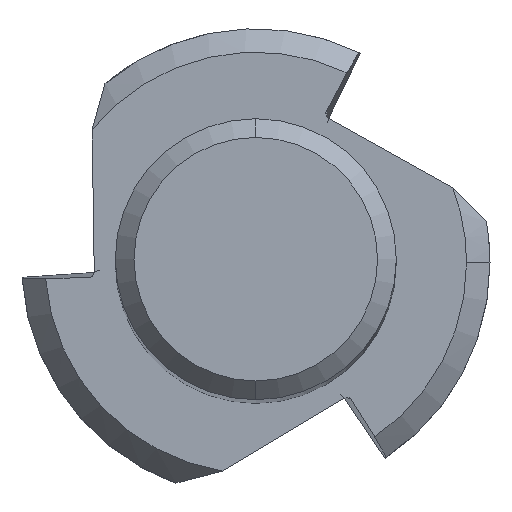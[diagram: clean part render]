
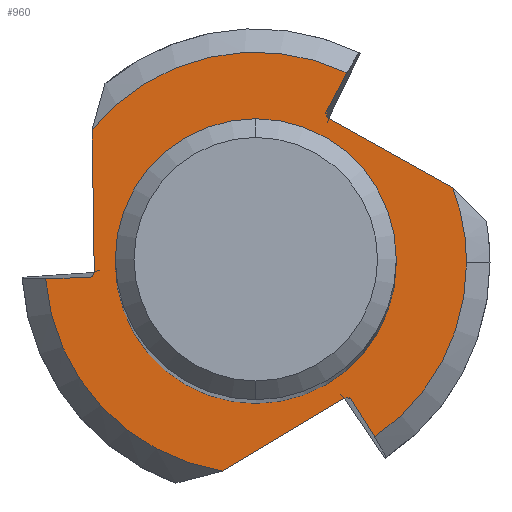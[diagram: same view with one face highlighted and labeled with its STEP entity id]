
A CAD part, top view. The second image highlights one B-rep face of the part: STEP entity #960.
In plain terms, the highlighted planar face has unit normal (0, 0, 1).
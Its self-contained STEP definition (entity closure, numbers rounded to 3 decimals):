
#424=EDGE_CURVE('',#664,#534,#1181,.T.);
#496=EDGE_CURVE('',#556,#800,#1261,.T.);
#498=EDGE_CURVE('',#534,#536,#1263,.T.);
#534=VERTEX_POINT('',#1301);
#536=VERTEX_POINT('',#1303);
#556=VERTEX_POINT('',#1325);
#572=EDGE_CURVE('',#782,#556,#1344,.T.);
#604=EDGE_CURVE('',#782,#1038,#1378,.T.);
#606=VERTEX_POINT('',#1380);
#616=VERTEX_POINT('',#1392);
#664=VERTEX_POINT('',#1444);
#696=EDGE_CURVE('',#970,#616,#1478,.T.);
#710=VERTEX_POINT('',#1493);
#712=EDGE_CURVE('',#880,#970,#1495,.T.);
#756=EDGE_CURVE('',#880,#856,#1544,.T.);
#782=VERTEX_POINT('',#1572);
#792=EDGE_CURVE('',#1038,#710,#1582,.T.);
#800=VERTEX_POINT('',#1590);
#832=EDGE_CURVE('',#800,#856,#1624,.T.);
#834=VERTEX_POINT('',#1626);
#856=VERTEX_POINT('',#1650);
#880=VERTEX_POINT('',#1676);
#890=EDGE_CURVE('',#606,#1104,#1686,.T.);
#896=EDGE_CURVE('',#616,#834,#1692,.T.);
#960=ADVANCED_FACE('',(#1762,#1763),#1764,.T.);
#970=VERTEX_POINT('',#1775);
#1038=VERTEX_POINT('',#1852);
#1046=EDGE_CURVE('',#664,#834,#1861,.T.);
#1078=EDGE_CURVE('',#1104,#606,#1896,.T.);
#1104=VERTEX_POINT('',#1926);
#1122=EDGE_CURVE('',#536,#710,#1945,.T.);
#1181=LINE('',#2016,#2017);
#1261=ELLIPSE('',#2174,0.144,0.125);
#1263=ELLIPSE('',#2177,0.144,0.125);
#1301=CARTESIAN_POINT('',(1.879,-2.897,-44.75));
#1303=CARTESIAN_POINT('',(2.063,-2.955,-44.75));
#1325=CARTESIAN_POINT('',(1.569,3.076,-44.75));
#1344=LINE('',#2409,#2410);
#1378=CIRCLE('',#2487,4.5);
#1380=CARTESIAN_POINT('',(1.0,0.,-44.75));
#1392=CARTESIAN_POINT('',(-3.591,-0.309,-44.75));
#1444=CARTESIAN_POINT('',(-0.71,-4.444,-44.75));
#1478=ELLIPSE('',#2743,0.144,0.125);
#1493=CARTESIAN_POINT('',(2.538,-3.716,-44.75));
#1495=LINE('',#2803,#2804);
#1544=CIRCLE('',#2916,4.5);
#1572=CARTESIAN_POINT('',(4.203,1.607,-44.75));
#1582=CIRCLE('',#2995,4.5);
#1590=CARTESIAN_POINT('',(1.528,3.265,-44.75));
#1624=LINE('',#3063,#3064);
#1626=CARTESIAN_POINT('',(-4.487,-0.34,-44.75));
#1650=CARTESIAN_POINT('',(1.949,4.056,-44.75));
#1676=CARTESIAN_POINT('',(-3.493,2.837,-44.75));
#1686=CIRCLE('',#3193,1.0);
#1692=LINE('',#3203,#3204);
#1762=FACE_BOUND('',#3345,.T.);
#1763=FACE_OUTER_BOUND('',#3346,.T.);
#1764=PLANE('',#3347);
#1775=CARTESIAN_POINT('',(-3.449,-0.179,-44.75));
#1852=CARTESIAN_POINT('',(4.5,0.,-44.75));
#1861=CIRCLE('',#3520,4.5);
#1896=CIRCLE('',#3584,1.0);
#1926=CARTESIAN_POINT('',(-1.0,0.0,-44.75));
#1945=LINE('',#3696,#3697);
#2016=CARTESIAN_POINT('',(-7.823,-8.691,-44.75));
#2017=VECTOR('',#3759,1.0);
#2174=AXIS2_PLACEMENT_3D('',#3833,#3834,#3835);
#2177=AXIS2_PLACEMENT_3D('',#3836,#3837,#3838);
#2409=CARTESIAN_POINT('',(9.358,-1.27,-44.75));
#2410=VECTOR('',#3944,1.0);
#2487=AXIS2_PLACEMENT_3D('',#3968,#3969,#3970);
#2743=AXIS2_PLACEMENT_3D('',#4076,#4077,#4078);
#2803=CARTESIAN_POINT('',(-3.598,9.96,-44.75));
#2804=VECTOR('',#4095,1.0);
#2916=AXIS2_PLACEMENT_3D('',#4152,#4153,#4154);
#2995=AXIS2_PLACEMENT_3D('',#4189,#4190,#4191);
#3063=CARTESIAN_POINT('',(-0.366,-0.298,-44.75));
#3064=VECTOR('',#4221,1.0);
#3193=AXIS2_PLACEMENT_3D('',#4285,#4286,#4287);
#3203=CARTESIAN_POINT('',(-1.577,-0.239,-44.75));
#3204=VECTOR('',#4292,1.0);
#3345=EDGE_LOOP('',(#4373,#4374));
#3346=EDGE_LOOP('',(#4375,#4376,#4377,#4378,#4379,#4380,#4381,#4382,#4383,#4384,#4385,#4386,#4387));
#3347=AXIS2_PLACEMENT_3D('',#4388,#4389,#4390);
#3520=AXIS2_PLACEMENT_3D('',#4524,#4525,#4526);
#3584=AXIS2_PLACEMENT_3D('',#4562,#4563,#4564);
#3696=CARTESIAN_POINT('',(-0.119,0.537,-44.75));
#3697=VECTOR('',#4623,1.0);
#3759=DIRECTION('',(0.859,0.513,-0.0));
#3833=CARTESIAN_POINT('',(1.637,3.204,-44.75));
#3834=DIRECTION('',(0.0,0.0,-1.0));
#3835=DIRECTION('',(0.415,0.91,0.0));
#3836=CARTESIAN_POINT('',(1.956,-3.02,-44.75));
#3837=DIRECTION('',(0.0,-0.0,-1.0));
#3838=DIRECTION('',(0.58,-0.815,0.0));
#3944=DIRECTION('',(-0.873,0.487,0.0));
#3968=CARTESIAN_POINT('',(0.0,0.0,-44.75));
#3969=DIRECTION('',(0.0,0.0,-1.0));
#3970=DIRECTION('',(-1.0,0.0,0.0));
#4076=CARTESIAN_POINT('',(-3.593,-0.184,-44.75));
#4077=DIRECTION('',(-0.0,0.0,-1.0));
#4078=DIRECTION('',(-0.995,-0.095,0.0));
#4095=DIRECTION('',(0.015,-1.,0.0));
#4152=CARTESIAN_POINT('',(0.0,0.0,-44.75));
#4153=DIRECTION('',(0.0,0.0,-1.0));
#4154=DIRECTION('',(-1.0,0.0,0.0));
#4189=CARTESIAN_POINT('',(0.0,0.0,-44.75));
#4190=DIRECTION('',(0.0,0.0,-1.0));
#4191=DIRECTION('',(-1.0,0.0,0.0));
#4221=DIRECTION('',(0.469,0.883,-0.0));
#4285=CARTESIAN_POINT('',(0.0,0.0,-44.75));
#4286=DIRECTION('',(0.0,0.0,-1.0));
#4287=DIRECTION('',(-1.0,0.0,0.0));
#4292=DIRECTION('',(-0.999,-0.035,0.0));
#4373=ORIENTED_EDGE('',*,*,#1078,.T.);
#4374=ORIENTED_EDGE('',*,*,#890,.T.);
#4375=ORIENTED_EDGE('',*,*,#424,.T.);
#4376=ORIENTED_EDGE('',*,*,#498,.T.);
#4377=ORIENTED_EDGE('',*,*,#1122,.T.);
#4378=ORIENTED_EDGE('',*,*,#792,.F.);
#4379=ORIENTED_EDGE('',*,*,#604,.F.);
#4380=ORIENTED_EDGE('',*,*,#572,.T.);
#4381=ORIENTED_EDGE('',*,*,#496,.T.);
#4382=ORIENTED_EDGE('',*,*,#832,.T.);
#4383=ORIENTED_EDGE('',*,*,#756,.F.);
#4384=ORIENTED_EDGE('',*,*,#712,.T.);
#4385=ORIENTED_EDGE('',*,*,#696,.T.);
#4386=ORIENTED_EDGE('',*,*,#896,.T.);
#4387=ORIENTED_EDGE('',*,*,#1046,.F.);
#4388=CARTESIAN_POINT('',(-2.75,0.0,-44.75));
#4389=DIRECTION('',(0.0,0.0,1.0));
#4390=DIRECTION('',(1.0,0.0,0.0));
#4524=CARTESIAN_POINT('',(0.0,0.0,-44.75));
#4525=DIRECTION('',(0.0,0.0,-1.0));
#4526=DIRECTION('',(-1.0,0.0,0.0));
#4562=CARTESIAN_POINT('',(0.0,0.0,-44.75));
#4563=DIRECTION('',(0.0,0.0,-1.0));
#4564=DIRECTION('',(-1.0,0.0,0.0));
#4623=DIRECTION('',(0.53,-0.848,0.0));
